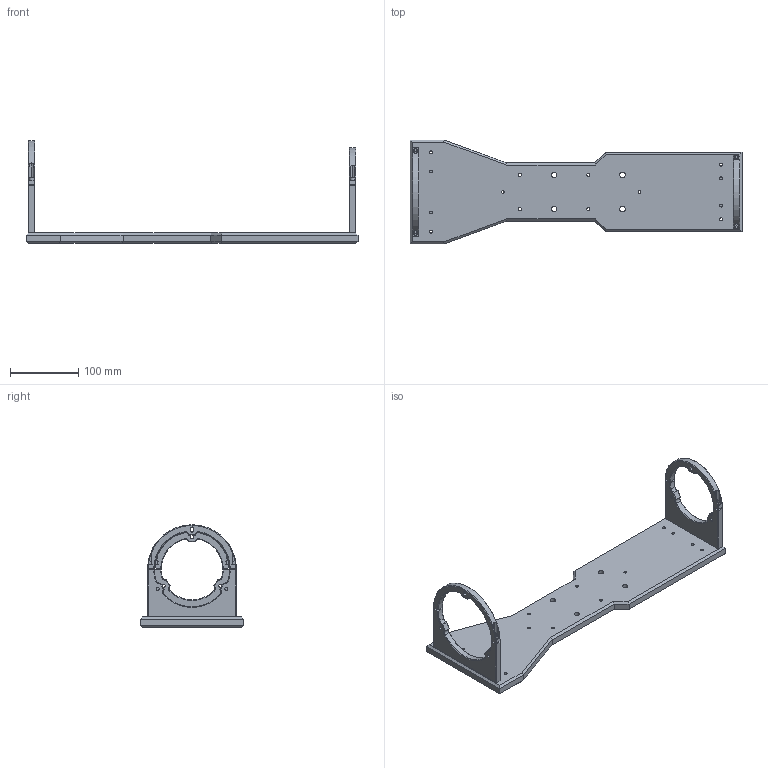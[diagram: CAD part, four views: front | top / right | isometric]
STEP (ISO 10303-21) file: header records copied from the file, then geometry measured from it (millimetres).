
FILE_DESCRIPTION (( 'STEP AP203' ), '1' );
FILE_NAME ('DP20157_CMHOTC12K064.step', '2021-11-04T14:10:05', ( '' ), ( '' ), 'SwSTEP 2.0', 'SolidWorks 2021', '' );
FILE_SCHEMA (( 'CONFIG_CONTROL_DESIGN' ));
Length unit declared in the file: millimetre
Products named in the file (1): DP20157_CMHOTC12K064
Bounding box: 486 x 152 x 150 mm (x, y, z)
Surface area: 166904.2 mm2 (no closed solid volume)
Topology: 0 solids, 13 shells, 386 faces, 1012 edges, 656 vertices
Faces by surface type: plane 194, cylinder 124, cone 52, torus 16
Entity records: 12155 total; most frequent: CARTESIAN_POINT 2281, DIRECTION 2132, ORIENTED_EDGE 1876, EDGE_CURVE 1012, AXIS2_PLACEMENT_3D 763, VERTEX_POINT 656, VECTOR 606, LINE 606
